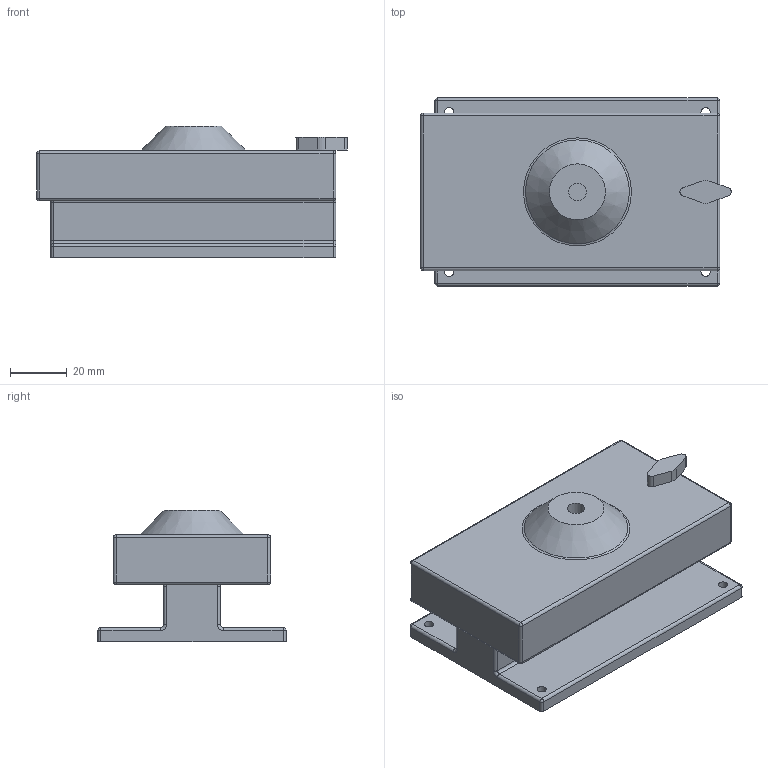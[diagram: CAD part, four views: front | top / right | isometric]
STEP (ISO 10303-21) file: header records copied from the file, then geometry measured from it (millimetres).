
FILE_DESCRIPTION(('FreeCAD Model'),'2;1');
FILE_NAME('Open CASCADE Shape Model','2025-02-10T01:33:18',('Author'),( ''),'Open CASCADE STEP processor 7.6','FreeCAD','Unknown');
FILE_SCHEMA(('AUTOMOTIVE_DESIGN { 1 0 10303 214 1 1 1 1 }'));
Length unit declared in the file: millimetre
Products named in the file (4): rail_mechanism; M3WingScrewHead; RailBody; RailSliderBody
Assembly tree (3 placements, depth 2):
  rail_mechanism
    M3WingScrewHead
    RailBody
    RailSliderBody
Bounding box: 109 x 66 x 46.25 mm (x, y, z)
Volume: 168813.3 mm3; surface area: 47796.6 mm2
Topology: 3 solids, 3 shells, 142 faces, 324 edges, 174 vertices
Faces by surface type: cylinder 69, plane 38, sphere 20, torus 11, cone 2, bspline 2
Full cylindrical faces by diameter (mm): 3 x3, 3.25 x4, 5.4 x1, 6.15 x1, 11 x1, 19.64 x1
Entity records: 8286 total; most frequent: CARTESIAN_POINT 1757, DIRECTION 1314, LINE 692, VECTOR 692, ORIENTED_EDGE 608, PCURVE 608, DEFINITIONAL_REPRESENTATION 608, EDGE_CURVE 304
